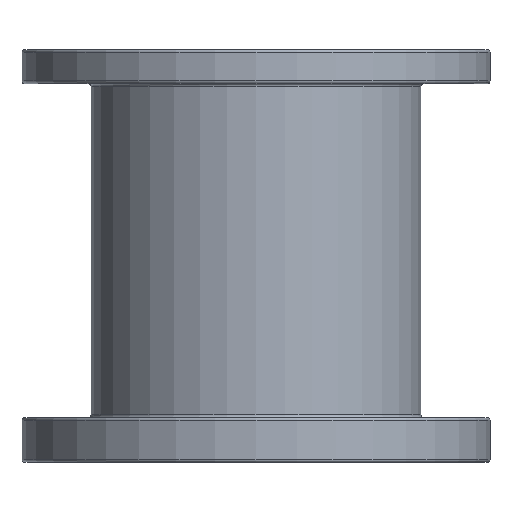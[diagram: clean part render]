
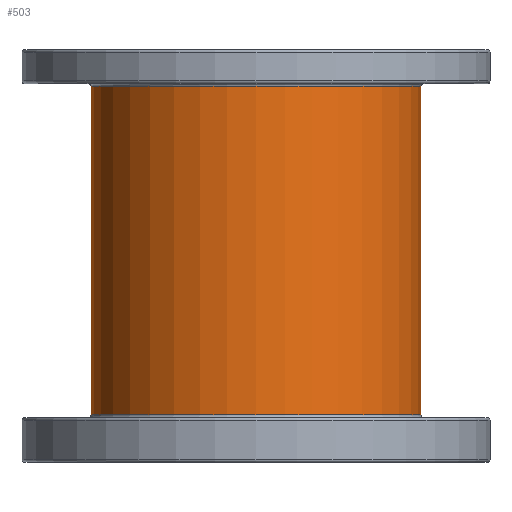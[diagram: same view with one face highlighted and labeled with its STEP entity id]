
A CAD part, front view. The second image highlights one B-rep face of the part: STEP entity #503.
In plain terms, the highlighted cylindrical face has radius 30.075 mm (diameter 60.15 mm), a full revolution.
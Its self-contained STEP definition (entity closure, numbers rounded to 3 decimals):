
#48=LINE('',#866,#64);
#64=VECTOR('',#694,30.075);
#80=CYLINDRICAL_SURFACE('',#572,30.075);
#101=FACE_OUTER_BOUND('',#143,.T.);
#143=EDGE_LOOP('',(#389,#390,#391,#392,#393));
#203=CIRCLE('',#569,30.075);
#206=CIRCLE('',#573,30.075);
#207=CIRCLE('',#574,30.075);
#255=VERTEX_POINT('',#857);
#257=VERTEX_POINT('',#863);
#258=VERTEX_POINT('',#864);
#304=EDGE_CURVE('',#255,#255,#203,.T.);
#307=EDGE_CURVE('',#257,#258,#206,.T.);
#308=EDGE_CURVE('',#257,#255,#48,.T.);
#309=EDGE_CURVE('',#258,#257,#207,.T.);
#389=ORIENTED_EDGE('',*,*,#307,.F.);
#390=ORIENTED_EDGE('',*,*,#308,.T.);
#391=ORIENTED_EDGE('',*,*,#304,.F.);
#392=ORIENTED_EDGE('',*,*,#308,.F.);
#393=ORIENTED_EDGE('',*,*,#309,.F.);
#503=ADVANCED_FACE('',(#101),#80,.T.);
#569=AXIS2_PLACEMENT_3D('',#858,#684,#685);
#572=AXIS2_PLACEMENT_3D('',#862,#690,#691);
#573=AXIS2_PLACEMENT_3D('',#865,#692,#693);
#574=AXIS2_PLACEMENT_3D('',#867,#695,#696);
#684=DIRECTION('center_axis',(0.,0.,1.));
#685=DIRECTION('ref_axis',(1.,0.,0.));
#690=DIRECTION('center_axis',(0.,0.,-1.));
#691=DIRECTION('ref_axis',(1.,0.,0.));
#692=DIRECTION('center_axis',(0.,0.,-1.));
#693=DIRECTION('ref_axis',(1.,0.,0.));
#694=DIRECTION('',(0.,0.,1.));
#695=DIRECTION('center_axis',(0.,0.,-1.));
#696=DIRECTION('ref_axis',(1.,0.,0.));
#857=CARTESIAN_POINT('',(-30.075,0.,-0.5));
#858=CARTESIAN_POINT('Origin',(0.,0.,-0.5));
#862=CARTESIAN_POINT('Origin',(0.,0.,0.));
#863=CARTESIAN_POINT('',(-30.075,0.,-60.4));
#864=CARTESIAN_POINT('',(30.075,0.,-60.4));
#865=CARTESIAN_POINT('Origin',(0.,0.,-60.4));
#866=CARTESIAN_POINT('',(-30.075,0.,0.));
#867=CARTESIAN_POINT('Origin',(0.,0.,-60.4));
